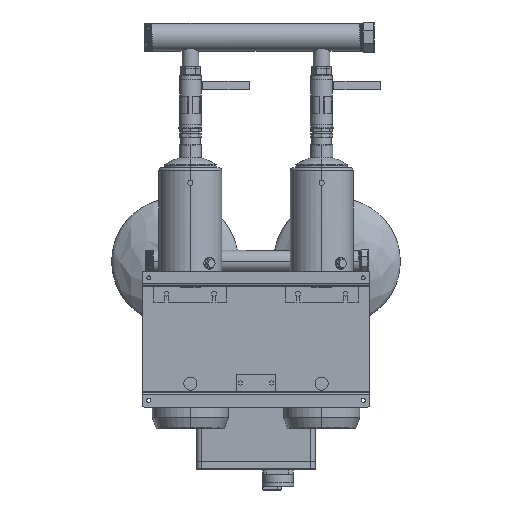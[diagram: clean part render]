
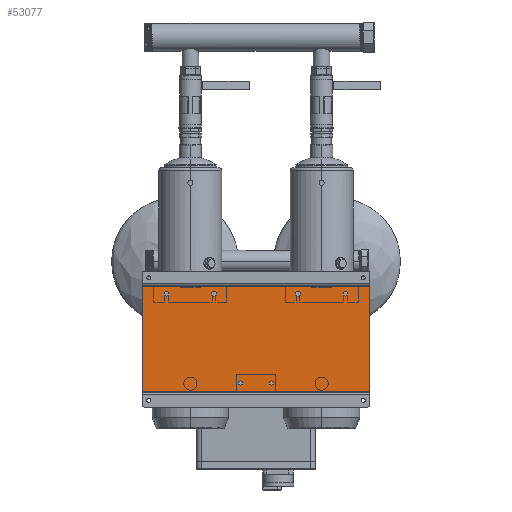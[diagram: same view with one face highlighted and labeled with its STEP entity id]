
A CAD part, front view. The second image highlights one B-rep face of the part: STEP entity #53077.
In plain terms, the highlighted planar face has unit normal (0, -1, 0).
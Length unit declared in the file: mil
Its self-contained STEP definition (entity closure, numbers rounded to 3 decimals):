
#2035 = DIRECTION ( 'NONE',  ( 0., 0., -1. ) ) ;
#2126 = CARTESIAN_POINT ( 'NONE',  ( -10236.22, 2047.244, -4724.409 ) ) ;
#4014 = EDGE_CURVE ( 'NONE', #4974, #39008, #43650, .T. ) ;
#4434 = DIRECTION ( 'NONE',  ( 1., 0., 0. ) ) ;
#4974 = VERTEX_POINT ( 'NONE', #15057 ) ;
#5201 = DIRECTION ( 'NONE',  ( 0., 1., 0. ) ) ;
#11844 = EDGE_CURVE ( 'NONE', #30015, #4974, #43076, .T. ) ;
#14409 = EDGE_CURVE ( 'NONE', #30015, #52504, #75593, .T. ) ;
#15057 = CARTESIAN_POINT ( 'NONE',  ( 10236.22, 2047.244, -4724.409 ) ) ;
#15207 = AXIS2_PLACEMENT_3D ( 'NONE', #40119, #5201, #4434 ) ;
#17383 = EDGE_LOOP ( 'NONE', ( #61074, #58650, #27159, #42144 ) ) ;
#21979 = VECTOR ( 'NONE', #2035, 39370.079 ) ;
#27159 = ORIENTED_EDGE ( 'NONE', *, *, #11844, .F. ) ;
#28814 = DIRECTION ( 'NONE',  ( -1., 0., 0. ) ) ;
#30015 = VERTEX_POINT ( 'NONE', #75844 ) ;
#34376 = PLANE ( 'NONE',  #15207 ) ;
#36189 = VECTOR ( 'NONE', #28814, 39370.079 ) ;
#37333 = CARTESIAN_POINT ( 'NONE',  ( 10236.22, 2047.244, 4724.409 ) ) ;
#39008 = VERTEX_POINT ( 'NONE', #2126 ) ;
#39910 = LINE ( 'NONE', #51769, #54587 ) ;
#40119 = CARTESIAN_POINT ( 'NONE',  ( 10236.22, 2047.244, -4724.409 ) ) ;
#40700 = CARTESIAN_POINT ( 'NONE',  ( 10236.22, 2047.244, 4724.409 ) ) ;
#42144 = ORIENTED_EDGE ( 'NONE', *, *, #14409, .T. ) ;
#43076 = LINE ( 'NONE', #37333, #21979 ) ;
#43650 = LINE ( 'NONE', #62425, #45614 ) ;
#45490 = FACE_OUTER_BOUND ( 'NONE', #17383, .T. ) ;
#45614 = VECTOR ( 'NONE', #50898, 39370.079 ) ;
#50898 = DIRECTION ( 'NONE',  ( -1., 0., 0. ) ) ;
#51769 = CARTESIAN_POINT ( 'NONE',  ( -10236.22, 2047.244, -4724.409 ) ) ;
#52504 = VERTEX_POINT ( 'NONE', #58842 ) ;
#52523 = DIRECTION ( 'NONE',  ( 0., 0., -1. ) ) ;
#53077 = ADVANCED_FACE ( 'NONE', ( #45490 ), #34376, .F. ) ;
#54587 = VECTOR ( 'NONE', #52523, 39370.079 ) ;
#58650 = ORIENTED_EDGE ( 'NONE', *, *, #4014, .F. ) ;
#58842 = CARTESIAN_POINT ( 'NONE',  ( -10236.22, 2047.244, 4724.409 ) ) ;
#61074 = ORIENTED_EDGE ( 'NONE', *, *, #65847, .T. ) ;
#62425 = CARTESIAN_POINT ( 'NONE',  ( 10236.22, 2047.244, -4724.409 ) ) ;
#65847 = EDGE_CURVE ( 'NONE', #52504, #39008, #39910, .T. ) ;
#75593 = LINE ( 'NONE', #40700, #36189 ) ;
#75844 = CARTESIAN_POINT ( 'NONE',  ( 10236.22, 2047.244, 4724.409 ) ) ;
